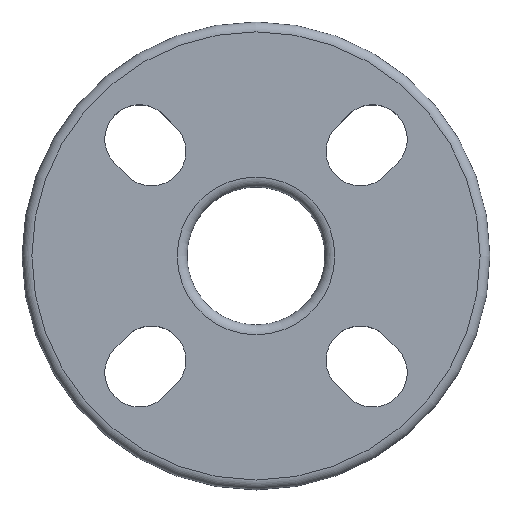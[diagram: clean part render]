
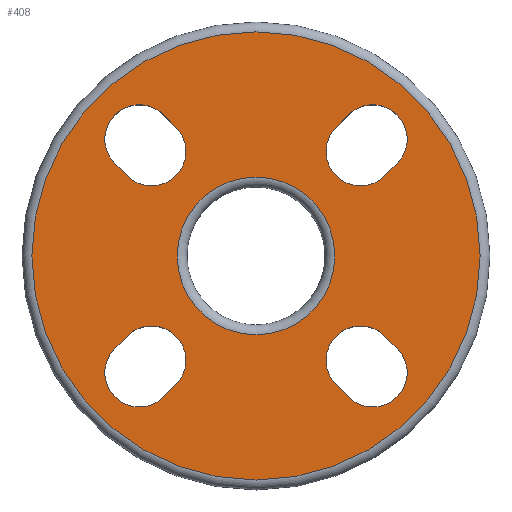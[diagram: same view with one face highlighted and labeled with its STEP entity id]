
A CAD part, top view. The second image highlights one B-rep face of the part: STEP entity #408.
In plain terms, the highlighted planar face has unit normal (0, 0, 1).
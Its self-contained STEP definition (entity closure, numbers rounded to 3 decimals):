
#22=LINE('',#656,#54);
#23=LINE('',#660,#55);
#24=LINE('',#664,#56);
#25=LINE('',#668,#57);
#26=LINE('',#672,#58);
#27=LINE('',#676,#59);
#28=LINE('',#680,#60);
#29=LINE('',#684,#61);
#54=VECTOR('',#526,3.5);
#55=VECTOR('',#529,3.5);
#56=VECTOR('',#532,3.5);
#57=VECTOR('',#535,3.5);
#58=VECTOR('',#538,3.5);
#59=VECTOR('',#541,3.5);
#60=VECTOR('',#544,3.5);
#61=VECTOR('',#547,3.5);
#79=PLANE('',#448);
#107=FACE_BOUND('',#149,.T.);
#108=FACE_BOUND('',#150,.T.);
#109=FACE_BOUND('',#151,.T.);
#110=FACE_BOUND('',#152,.T.);
#111=FACE_BOUND('',#153,.T.);
#117=FACE_OUTER_BOUND('',#148,.T.);
#148=EDGE_LOOP('',(#315));
#149=EDGE_LOOP('',(#316,#317,#318,#319));
#150=EDGE_LOOP('',(#320,#321,#322,#323));
#151=EDGE_LOOP('',(#324,#325,#326,#327));
#152=EDGE_LOOP('',(#328,#329,#330,#331));
#153=EDGE_LOOP('',(#332));
#187=CIRCLE('',#447,16.);
#188=CIRCLE('',#449,45.5);
#189=CIRCLE('',#450,7.);
#190=CIRCLE('',#451,7.);
#191=CIRCLE('',#452,7.);
#192=CIRCLE('',#453,7.);
#193=CIRCLE('',#454,7.);
#194=CIRCLE('',#455,7.);
#195=CIRCLE('',#456,7.);
#196=CIRCLE('',#457,7.);
#218=VERTEX_POINT('',#649);
#219=VERTEX_POINT('',#652);
#220=VERTEX_POINT('',#654);
#221=VERTEX_POINT('',#655);
#222=VERTEX_POINT('',#657);
#223=VERTEX_POINT('',#659);
#224=VERTEX_POINT('',#662);
#225=VERTEX_POINT('',#663);
#226=VERTEX_POINT('',#665);
#227=VERTEX_POINT('',#667);
#228=VERTEX_POINT('',#670);
#229=VERTEX_POINT('',#671);
#230=VERTEX_POINT('',#673);
#231=VERTEX_POINT('',#675);
#232=VERTEX_POINT('',#678);
#233=VERTEX_POINT('',#679);
#234=VERTEX_POINT('',#681);
#235=VERTEX_POINT('',#683);
#257=EDGE_CURVE('',#218,#218,#187,.T.);
#258=EDGE_CURVE('',#219,#219,#188,.T.);
#259=EDGE_CURVE('',#220,#221,#22,.T.);
#260=EDGE_CURVE('',#221,#222,#189,.T.);
#261=EDGE_CURVE('',#222,#223,#23,.T.);
#262=EDGE_CURVE('',#223,#220,#190,.T.);
#263=EDGE_CURVE('',#224,#225,#24,.T.);
#264=EDGE_CURVE('',#225,#226,#191,.T.);
#265=EDGE_CURVE('',#226,#227,#25,.T.);
#266=EDGE_CURVE('',#227,#224,#192,.T.);
#267=EDGE_CURVE('',#228,#229,#26,.T.);
#268=EDGE_CURVE('',#229,#230,#193,.T.);
#269=EDGE_CURVE('',#230,#231,#27,.T.);
#270=EDGE_CURVE('',#231,#228,#194,.T.);
#271=EDGE_CURVE('',#232,#233,#28,.T.);
#272=EDGE_CURVE('',#233,#234,#195,.T.);
#273=EDGE_CURVE('',#234,#235,#29,.T.);
#274=EDGE_CURVE('',#235,#232,#196,.T.);
#315=ORIENTED_EDGE('',*,*,#258,.F.);
#316=ORIENTED_EDGE('',*,*,#259,.T.);
#317=ORIENTED_EDGE('',*,*,#260,.T.);
#318=ORIENTED_EDGE('',*,*,#261,.T.);
#319=ORIENTED_EDGE('',*,*,#262,.T.);
#320=ORIENTED_EDGE('',*,*,#263,.T.);
#321=ORIENTED_EDGE('',*,*,#264,.T.);
#322=ORIENTED_EDGE('',*,*,#265,.T.);
#323=ORIENTED_EDGE('',*,*,#266,.T.);
#324=ORIENTED_EDGE('',*,*,#267,.T.);
#325=ORIENTED_EDGE('',*,*,#268,.T.);
#326=ORIENTED_EDGE('',*,*,#269,.T.);
#327=ORIENTED_EDGE('',*,*,#270,.T.);
#328=ORIENTED_EDGE('',*,*,#271,.T.);
#329=ORIENTED_EDGE('',*,*,#272,.T.);
#330=ORIENTED_EDGE('',*,*,#273,.T.);
#331=ORIENTED_EDGE('',*,*,#274,.T.);
#332=ORIENTED_EDGE('',*,*,#257,.F.);
#408=ADVANCED_FACE('',(#117,#107,#108,#109,#110,#111),#79,.F.);
#447=AXIS2_PLACEMENT_3D('',#650,#520,#521);
#448=AXIS2_PLACEMENT_3D('',#651,#522,#523);
#449=AXIS2_PLACEMENT_3D('',#653,#524,#525);
#450=AXIS2_PLACEMENT_3D('',#658,#527,#528);
#451=AXIS2_PLACEMENT_3D('',#661,#530,#531);
#452=AXIS2_PLACEMENT_3D('',#666,#533,#534);
#453=AXIS2_PLACEMENT_3D('',#669,#536,#537);
#454=AXIS2_PLACEMENT_3D('',#674,#539,#540);
#455=AXIS2_PLACEMENT_3D('',#677,#542,#543);
#456=AXIS2_PLACEMENT_3D('',#682,#545,#546);
#457=AXIS2_PLACEMENT_3D('',#685,#548,#549);
#520=DIRECTION('center_axis',(0.,0.,1.));
#521=DIRECTION('ref_axis',(-1.,0.,0.));
#522=DIRECTION('center_axis',(0.,0.,-1.));
#523=DIRECTION('ref_axis',(-1.,0.,0.));
#524=DIRECTION('center_axis',(0.,0.,-1.));
#525=DIRECTION('ref_axis',(-1.,0.,0.));
#526=DIRECTION('',(0.707,0.707,0.));
#527=DIRECTION('center_axis',(0.,0.,-1.));
#528=DIRECTION('ref_axis',(0.707,-0.707,0.));
#529=DIRECTION('',(-0.707,-0.707,0.));
#530=DIRECTION('center_axis',(0.,0.,-1.));
#531=DIRECTION('ref_axis',(-0.707,0.707,0.));
#532=DIRECTION('',(0.707,-0.707,0.));
#533=DIRECTION('center_axis',(0.,0.,-1.));
#534=DIRECTION('ref_axis',(-0.707,-0.707,0.));
#535=DIRECTION('',(-0.707,0.707,0.));
#536=DIRECTION('center_axis',(0.,0.,-1.));
#537=DIRECTION('ref_axis',(0.707,0.707,0.));
#538=DIRECTION('',(-0.707,-0.707,0.));
#539=DIRECTION('center_axis',(0.,0.,-1.));
#540=DIRECTION('ref_axis',(-0.707,0.707,0.));
#541=DIRECTION('',(0.707,0.707,0.));
#542=DIRECTION('center_axis',(0.,0.,-1.));
#543=DIRECTION('ref_axis',(0.707,-0.707,0.));
#544=DIRECTION('',(0.707,-0.707,0.));
#545=DIRECTION('center_axis',(0.,0.,-1.));
#546=DIRECTION('ref_axis',(-0.707,-0.707,0.));
#547=DIRECTION('',(-0.707,0.707,0.));
#548=DIRECTION('center_axis',(0.,0.,-1.));
#549=DIRECTION('ref_axis',(0.707,0.707,0.));
#649=CARTESIAN_POINT('',(16.,0.,14.));
#650=CARTESIAN_POINT('Origin',(0.,0.,14.));
#651=CARTESIAN_POINT('Origin',(0.,0.,14.));
#652=CARTESIAN_POINT('',(45.5,0.,14.));
#653=CARTESIAN_POINT('Origin',(0.,0.,14.));
#654=CARTESIAN_POINT('',(16.263,26.163,14.));
#655=CARTESIAN_POINT('',(18.738,28.638,14.));
#656=CARTESIAN_POINT('',(6.894,16.794,14.));
#657=CARTESIAN_POINT('',(28.638,18.738,14.));
#658=CARTESIAN_POINT('Origin',(23.688,23.688,14.));
#659=CARTESIAN_POINT('',(26.163,16.263,14.));
#660=CARTESIAN_POINT('',(15.556,5.657,14.));
#661=CARTESIAN_POINT('Origin',(21.213,21.213,14.));
#662=CARTESIAN_POINT('',(26.163,-16.263,14.));
#663=CARTESIAN_POINT('',(28.638,-18.738,14.));
#664=CARTESIAN_POINT('',(16.794,-6.894,14.));
#665=CARTESIAN_POINT('',(18.738,-28.638,14.));
#666=CARTESIAN_POINT('Origin',(23.688,-23.688,14.));
#667=CARTESIAN_POINT('',(16.263,-26.163,14.));
#668=CARTESIAN_POINT('',(5.657,-15.556,14.));
#669=CARTESIAN_POINT('Origin',(21.213,-21.213,14.));
#670=CARTESIAN_POINT('',(-16.263,-26.163,14.));
#671=CARTESIAN_POINT('',(-18.738,-28.638,14.));
#672=CARTESIAN_POINT('',(-6.894,-16.794,14.));
#673=CARTESIAN_POINT('',(-28.638,-18.738,14.));
#674=CARTESIAN_POINT('Origin',(-23.688,-23.688,14.));
#675=CARTESIAN_POINT('',(-26.163,-16.263,14.));
#676=CARTESIAN_POINT('',(-15.556,-5.657,14.));
#677=CARTESIAN_POINT('Origin',(-21.213,-21.213,14.));
#678=CARTESIAN_POINT('',(-18.738,28.638,14.));
#679=CARTESIAN_POINT('',(-16.263,26.163,14.));
#680=CARTESIAN_POINT('',(-5.657,15.556,14.));
#681=CARTESIAN_POINT('',(-26.163,16.263,14.));
#682=CARTESIAN_POINT('Origin',(-21.213,21.213,14.));
#683=CARTESIAN_POINT('',(-28.638,18.738,14.));
#684=CARTESIAN_POINT('',(-16.794,6.894,14.));
#685=CARTESIAN_POINT('Origin',(-23.688,23.688,14.));
